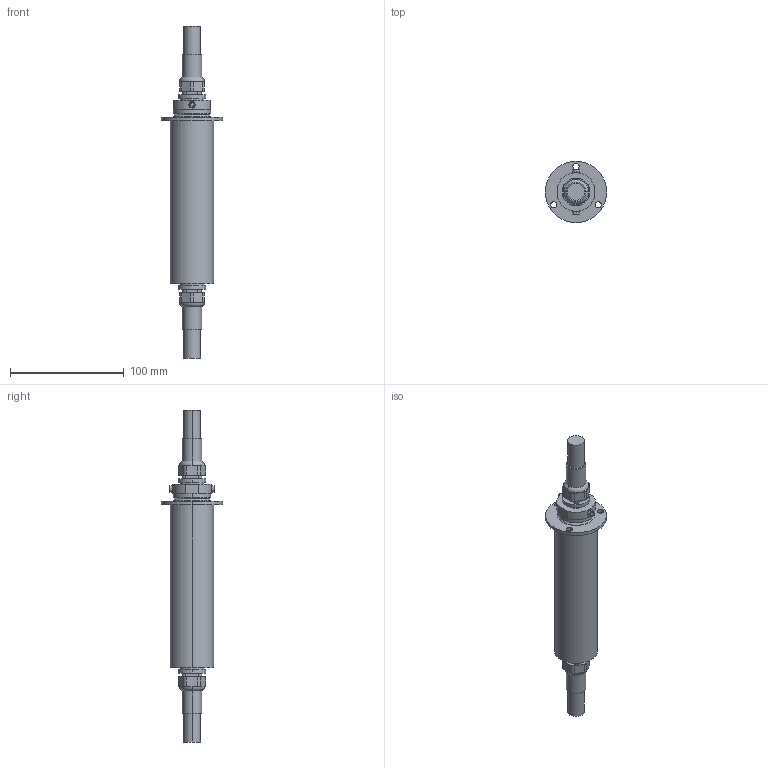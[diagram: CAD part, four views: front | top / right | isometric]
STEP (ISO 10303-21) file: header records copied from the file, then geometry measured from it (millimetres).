
FILE_DESCRIPTION (( 'STEP AP214' ), '1' );
FILE_NAME ('RX00804003--RFS038-P710-IP68.STEP', '2020-08-05T07:00:15', ( 'admin321' ), ( '' ), 'SwSTEP 2.0', 'SolidWorks 2014', '' );
FILE_SCHEMA (( 'AUTOMOTIVE_DESIGN' ));
Length unit declared in the file: millimetre
Products named in the file (1): RX00804003--RFS038-P710-IP68
Bounding box: 54 x 54 x 292.38 mm (x, y, z)
Volume: 216198.9 mm3; surface area: 32574.6 mm2
Topology: 3 solids, 3 shells, 142 faces, 328 edges, 206 vertices
Faces by surface type: plane 70, cylinder 58, cone 10, torus 4
Entity records: 4094 total; most frequent: DIRECTION 756, CARTESIAN_POINT 677, ORIENTED_EDGE 656, EDGE_CURVE 328, AXIS2_PLACEMENT_3D 285, VERTEX_POINT 206, LINE 186, VECTOR 186
